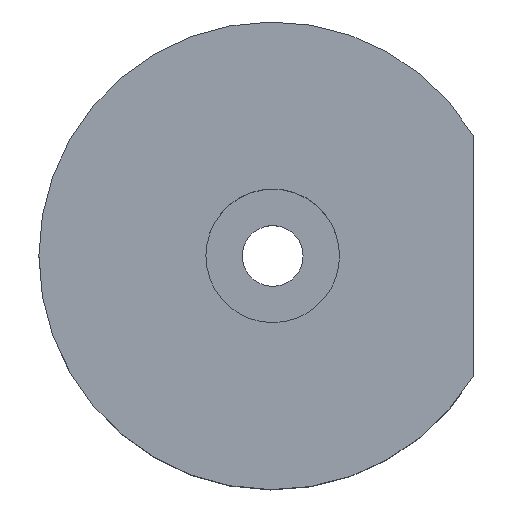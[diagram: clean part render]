
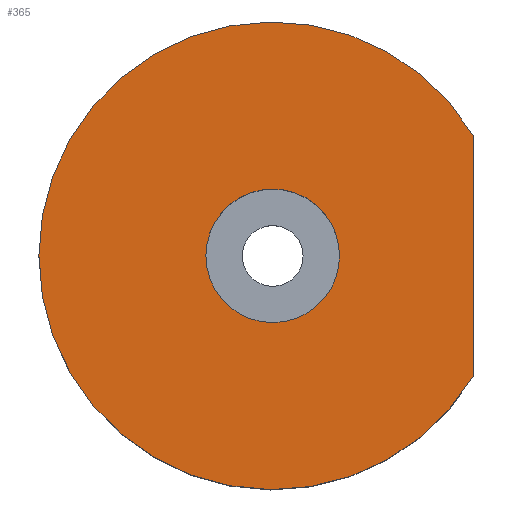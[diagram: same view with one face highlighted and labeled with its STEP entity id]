
A CAD part, top view. The second image highlights one B-rep face of the part: STEP entity #365.
In plain terms, the highlighted planar face has unit normal (0, 0, 1).
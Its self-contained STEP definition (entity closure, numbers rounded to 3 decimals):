
#28 = FACE_OUTER_BOUND ( 'NONE', #966, .T. ) ;
#61 = ORIENTED_EDGE ( 'NONE', *, *, #926, .T. ) ;
#218 = CIRCLE ( 'NONE', #353, 19.25 ) ;
#248 = DIRECTION ( 'NONE',  ( 0., 0., 1. ) ) ;
#353 = AXIS2_PLACEMENT_3D ( 'NONE', #845, #248, #1595 ) ;
#365 = ADVANCED_FACE ( 'NONE', ( #1027, #28 ), #1204, .T. ) ;
#388 = VERTEX_POINT ( 'NONE', #904 ) ;
#417 = CIRCLE ( 'NONE', #538, 5.5 ) ;
#432 = EDGE_CURVE ( 'NONE', #1479, #388, #1112, .T. ) ;
#455 = EDGE_CURVE ( 'NONE', #957, #1130, #1788, .T. ) ;
#485 = DIRECTION ( 'NONE',  ( 1., 0., 0. ) ) ;
#493 = ORIENTED_EDGE ( 'NONE', *, *, #432, .F. ) ;
#538 = AXIS2_PLACEMENT_3D ( 'NONE', #1305, #990, #1461 ) ;
#601 = CARTESIAN_POINT ( 'NONE',  ( 0., 0., 17. ) ) ;
#704 = CARTESIAN_POINT ( 'NONE',  ( 16.5, 0., 17. ) ) ;
#710 = CARTESIAN_POINT ( 'NONE',  ( 16.5, -9.915, 17. ) ) ;
#745 = CARTESIAN_POINT ( 'NONE',  ( 0., 0., 17. ) ) ;
#756 = DIRECTION ( 'NONE',  ( 1., 0., 0. ) ) ;
#845 = CARTESIAN_POINT ( 'NONE',  ( 0., 0., 17. ) ) ;
#904 = CARTESIAN_POINT ( 'NONE',  ( -5.5, 0., 17. ) ) ;
#920 = AXIS2_PLACEMENT_3D ( 'NONE', #601, #1682, #756 ) ;
#926 = EDGE_CURVE ( 'NONE', #1130, #1035, #218, .T. ) ;
#937 = DIRECTION ( 'NONE',  ( 0., 0., 1. ) ) ;
#957 = VERTEX_POINT ( 'NONE', #1007 ) ;
#966 = EDGE_LOOP ( 'NONE', ( #1528, #1609, #61 ) ) ;
#990 = DIRECTION ( 'NONE',  ( 0., 0., 1. ) ) ;
#1007 = CARTESIAN_POINT ( 'NONE',  ( 16.5, 9.915, 17. ) ) ;
#1027 = FACE_BOUND ( 'NONE', #1828, .T. ) ;
#1035 = VERTEX_POINT ( 'NONE', #710 ) ;
#1091 = EDGE_CURVE ( 'NONE', #957, #1035, #1562, .T. ) ;
#1112 = CIRCLE ( 'NONE', #920, 5.5 ) ;
#1130 = VERTEX_POINT ( 'NONE', #1301 ) ;
#1204 = PLANE ( 'NONE',  #1445 ) ;
#1301 = CARTESIAN_POINT ( 'NONE',  ( -19.25, 0., 17. ) ) ;
#1305 = CARTESIAN_POINT ( 'NONE',  ( 0., 0., 17. ) ) ;
#1373 = DIRECTION ( 'NONE',  ( 0., 0., 1. ) ) ;
#1389 = ORIENTED_EDGE ( 'NONE', *, *, #1850, .F. ) ;
#1398 = CARTESIAN_POINT ( 'NONE',  ( 5.5, 0., 17. ) ) ;
#1445 = AXIS2_PLACEMENT_3D ( 'NONE', #745, #1373, #1832 ) ;
#1461 = DIRECTION ( 'NONE',  ( 1., 0., 0. ) ) ;
#1479 = VERTEX_POINT ( 'NONE', #1398 ) ;
#1483 = DIRECTION ( 'NONE',  ( 0., -1., 0. ) ) ;
#1528 = ORIENTED_EDGE ( 'NONE', *, *, #1091, .F. ) ;
#1562 = LINE ( 'NONE', #704, #1711 ) ;
#1595 = DIRECTION ( 'NONE',  ( 1., 0., 0. ) ) ;
#1609 = ORIENTED_EDGE ( 'NONE', *, *, #455, .T. ) ;
#1682 = DIRECTION ( 'NONE',  ( 0., 0., 1. ) ) ;
#1711 = VECTOR ( 'NONE', #1483, 1000. ) ;
#1728 = CARTESIAN_POINT ( 'NONE',  ( 0., 0., 17. ) ) ;
#1788 = CIRCLE ( 'NONE', #1835, 19.25 ) ;
#1828 = EDGE_LOOP ( 'NONE', ( #493, #1389 ) ) ;
#1832 = DIRECTION ( 'NONE',  ( 1., 0., 0. ) ) ;
#1835 = AXIS2_PLACEMENT_3D ( 'NONE', #1728, #937, #485 ) ;
#1850 = EDGE_CURVE ( 'NONE', #388, #1479, #417, .T. ) ;
